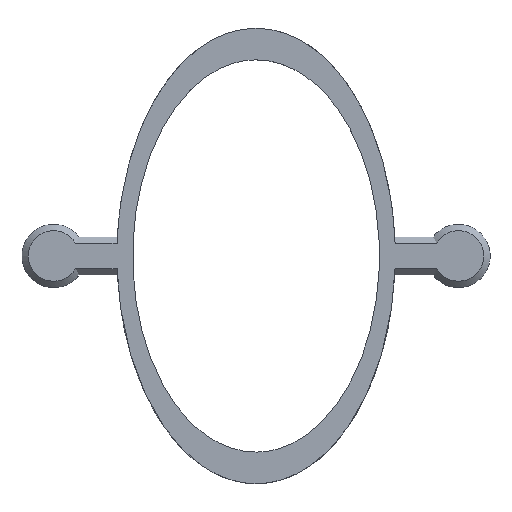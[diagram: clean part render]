
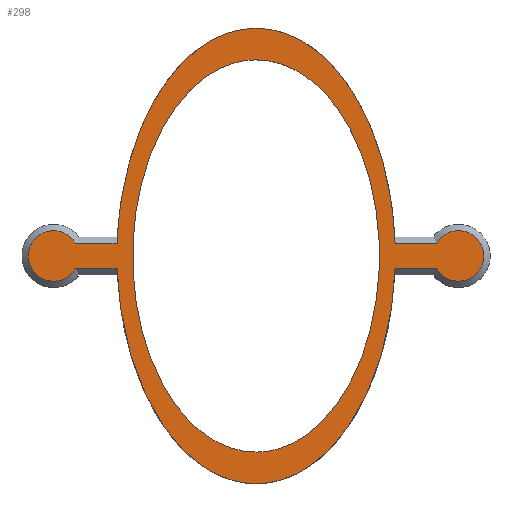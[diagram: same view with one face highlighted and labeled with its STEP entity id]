
A CAD part, top view. The second image highlights one B-rep face of the part: STEP entity #298.
In plain terms, the highlighted planar face has unit normal (0, 0, 1).
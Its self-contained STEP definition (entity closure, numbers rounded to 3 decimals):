
#35=CARTESIAN_POINT('',(50.,115.5,24.8));
#36=VERTEX_POINT('',#35);
#45=CARTESIAN_POINT('',(49.969,115.5,24.8));
#46=VERTEX_POINT('',#45);
#47=CARTESIAN_POINT('',(50.,100.,24.8));
#48=DIRECTION('',(0.,0.,-1.));
#49=DIRECTION('',(0.,-1.,0.));
#50=AXIS2_PLACEMENT_3D('',#47,#48,#49);
#51=ELLIPSE('',#50,15.5,9.375);
#52=EDGE_CURVE('',#46,#36,#51,.T.);
#87=CARTESIAN_POINT('',(60.987,99.,24.8));
#88=VERTEX_POINT('',#87);
#89=CARTESIAN_POINT('',(50.,82.,24.8));
#90=VERTEX_POINT('',#89);
#91=CARTESIAN_POINT('',(60.987,99.,24.8));
#92=CARTESIAN_POINT('',(60.979,98.833,24.8));
#93=CARTESIAN_POINT('',(60.97,98.667,24.8));
#94=CARTESIAN_POINT('',(60.962,98.5,24.8));
#95=CARTESIAN_POINT('',(60.527,90.,24.8));
#96=CARTESIAN_POINT('',(56.789,82.,24.8));
#97=CARTESIAN_POINT('',(50.,82.,24.8));
#98=(BOUNDED_CURVE()
B_SPLINE_CURVE(3,(#91,#92,#93,#94,#95,#96,#97),.UNSPECIFIED.,.F.,.F.)
B_SPLINE_CURVE_WITH_KNOTS((4,3,4),(-0.007,0.,0.245),.UNSPECIFIED.)
CURVE()
GEOMETRIC_REPRESENTATION_ITEM()
RATIONAL_B_SPLINE_CURVE((1.,1.,1.,1.,0.688,0.528,0.521))
REPRESENTATION_ITEM(''));
#99=EDGE_CURVE('',#88,#90,#98,.T.);
#169=CARTESIAN_POINT('',(0.,0.,24.8));
#170=DIRECTION('',(0.,0.,-1.));
#171=DIRECTION('',(1.,0.,0.));
#172=AXIS2_PLACEMENT_3D('',#169,#170,#171);
#173=PLANE('',#172);
#174=CARTESIAN_POINT('',(35.732,99.,24.8));
#175=VERTEX_POINT('',#174);
#176=CARTESIAN_POINT('',(39.013,99.,24.8));
#177=VERTEX_POINT('',#176);
#178=CARTESIAN_POINT('',(35.732,99.,24.8));
#179=DIRECTION('',(1.,0.,-0.));
#180=VECTOR('',#179,3.281);
#181=LINE('',#178,#180);
#182=EDGE_CURVE('',#175,#177,#181,.T.);
#183=ORIENTED_EDGE('',*,*,#182,.T.);
#184=CARTESIAN_POINT('',(39.013,99.,24.8));
#185=CARTESIAN_POINT('',(39.021,98.833,24.8));
#186=CARTESIAN_POINT('',(39.03,98.667,24.8));
#187=CARTESIAN_POINT('',(39.038,98.5,24.8));
#188=CARTESIAN_POINT('',(39.473,90.,24.8));
#189=CARTESIAN_POINT('',(43.211,82.,24.8));
#190=CARTESIAN_POINT('',(50.,82.,24.8));
#191=(BOUNDED_CURVE()
B_SPLINE_CURVE(3,(#184,#185,#186,#187,#188,#189,#190),.UNSPECIFIED.,.F.,.F.)
B_SPLINE_CURVE_WITH_KNOTS((4,3,4),(-0.007,0.,0.245),.UNSPECIFIED.)
CURVE()
GEOMETRIC_REPRESENTATION_ITEM()
RATIONAL_B_SPLINE_CURVE((1.,1.,1.,1.,0.688,0.528,0.521))
REPRESENTATION_ITEM(''));
#192=EDGE_CURVE('',#177,#90,#191,.T.);
#193=ORIENTED_EDGE('',*,*,#192,.T.);
#194=ORIENTED_EDGE('',*,*,#99,.F.);
#195=CARTESIAN_POINT('',(64.268,99.,24.8));
#196=VERTEX_POINT('',#195);
#197=CARTESIAN_POINT('',(60.987,99.,24.8));
#198=DIRECTION('',(1.,0.,-0.));
#199=VECTOR('',#198,3.281);
#200=LINE('',#197,#199);
#201=EDGE_CURVE('',#88,#196,#200,.T.);
#202=ORIENTED_EDGE('',*,*,#201,.T.);
#203=CARTESIAN_POINT('',(64.268,101.,24.8));
#204=VERTEX_POINT('',#203);
#205=CARTESIAN_POINT('',(66.,100.,24.8));
#206=DIRECTION('',(-0.,-0.,1.));
#207=DIRECTION('',(-1.,0.,0.));
#208=AXIS2_PLACEMENT_3D('',#205,#206,#207);
#209=CIRCLE('',#208,2.);
#210=EDGE_CURVE('',#196,#204,#209,.T.);
#211=ORIENTED_EDGE('',*,*,#210,.T.);
#212=CARTESIAN_POINT('',(60.987,101.,24.8));
#213=VERTEX_POINT('',#212);
#214=CARTESIAN_POINT('',(64.268,101.,24.8));
#215=DIRECTION('',(-1.,0.,0.));
#216=VECTOR('',#215,3.281);
#217=LINE('',#214,#216);
#218=EDGE_CURVE('',#204,#213,#217,.T.);
#219=ORIENTED_EDGE('',*,*,#218,.T.);
#220=CARTESIAN_POINT('',(50.,118.,24.8));
#221=VERTEX_POINT('',#220);
#222=CARTESIAN_POINT('',(50.,118.,24.8));
#223=CARTESIAN_POINT('',(56.789,118.,24.8));
#224=CARTESIAN_POINT('',(60.527,110.,24.8));
#225=CARTESIAN_POINT('',(60.962,101.5,24.8));
#226=CARTESIAN_POINT('',(60.97,101.333,24.8));
#227=CARTESIAN_POINT('',(60.979,101.167,24.8));
#228=CARTESIAN_POINT('',(60.987,101.,24.8));
#229=(BOUNDED_CURVE()
B_SPLINE_CURVE(3,(#222,#223,#224,#225,#226,#227,#228),.UNSPECIFIED.,.F.,.F.)
B_SPLINE_CURVE_WITH_KNOTS((4,3,4),(0.755,1.,1.007),.UNSPECIFIED.)
CURVE()
GEOMETRIC_REPRESENTATION_ITEM()
RATIONAL_B_SPLINE_CURVE((0.521,0.528,0.688,1.,1.,1.,1.))
REPRESENTATION_ITEM(''));
#230=EDGE_CURVE('',#221,#213,#229,.T.);
#231=ORIENTED_EDGE('',*,*,#230,.F.);
#232=CARTESIAN_POINT('',(39.013,101.,24.8));
#233=VERTEX_POINT('',#232);
#234=CARTESIAN_POINT('',(50.,118.,24.8));
#235=CARTESIAN_POINT('',(43.211,118.,24.8));
#236=CARTESIAN_POINT('',(39.473,110.,24.8));
#237=CARTESIAN_POINT('',(39.038,101.5,24.8));
#238=CARTESIAN_POINT('',(39.03,101.333,24.8));
#239=CARTESIAN_POINT('',(39.021,101.167,24.8));
#240=CARTESIAN_POINT('',(39.013,101.,24.8));
#241=(BOUNDED_CURVE()
B_SPLINE_CURVE(3,(#234,#235,#236,#237,#238,#239,#240),.UNSPECIFIED.,.F.,.F.)
B_SPLINE_CURVE_WITH_KNOTS((4,3,4),(0.755,1.,1.007),.UNSPECIFIED.)
CURVE()
GEOMETRIC_REPRESENTATION_ITEM()
RATIONAL_B_SPLINE_CURVE((0.521,0.528,0.688,1.,1.,1.,1.))
REPRESENTATION_ITEM(''));
#242=EDGE_CURVE('',#221,#233,#241,.T.);
#243=ORIENTED_EDGE('',*,*,#242,.T.);
#244=CARTESIAN_POINT('',(35.732,101.,24.8));
#245=VERTEX_POINT('',#244);
#246=CARTESIAN_POINT('',(39.013,101.,24.8));
#247=DIRECTION('',(-1.,0.,0.));
#248=VECTOR('',#247,3.281);
#249=LINE('',#246,#248);
#250=EDGE_CURVE('',#233,#245,#249,.T.);
#251=ORIENTED_EDGE('',*,*,#250,.T.);
#252=CARTESIAN_POINT('',(32.,100.,24.8));
#253=VERTEX_POINT('',#252);
#254=CARTESIAN_POINT('',(34.,100.,24.8));
#255=DIRECTION('',(-0.,-0.,1.));
#256=DIRECTION('',(-1.,0.,0.));
#257=AXIS2_PLACEMENT_3D('',#254,#255,#256);
#258=CIRCLE('',#257,2.);
#259=EDGE_CURVE('',#245,#253,#258,.T.);
#260=ORIENTED_EDGE('',*,*,#259,.T.);
#261=CARTESIAN_POINT('',(34.,100.,24.8));
#262=DIRECTION('',(-0.,-0.,1.));
#263=DIRECTION('',(-1.,0.,0.));
#264=AXIS2_PLACEMENT_3D('',#261,#262,#263);
#265=CIRCLE('',#264,2.);
#266=EDGE_CURVE('',#253,#175,#265,.T.);
#267=ORIENTED_EDGE('',*,*,#266,.T.);
#268=EDGE_LOOP('',(#183,#193,#194,#202,#211,#219,#231,#243,#251,#260,#267));
#269=FACE_BOUND('',#268,.T.);
#270=ORIENTED_EDGE('',*,*,#52,.T.);
#271=CARTESIAN_POINT('',(50.031,84.5,24.8));
#272=VERTEX_POINT('',#271);
#273=CARTESIAN_POINT('',(50.,100.,24.8));
#274=DIRECTION('',(0.,0.,-1.));
#275=DIRECTION('',(0.,-1.,0.));
#276=AXIS2_PLACEMENT_3D('',#273,#274,#275);
#277=ELLIPSE('',#276,15.5,9.75);
#278=EDGE_CURVE('',#36,#272,#277,.T.);
#279=ORIENTED_EDGE('',*,*,#278,.T.);
#280=CARTESIAN_POINT('',(50.,84.5,24.8));
#281=VERTEX_POINT('',#280);
#282=CARTESIAN_POINT('',(50.,100.,24.8));
#283=DIRECTION('',(0.,0.,-1.));
#284=DIRECTION('',(0.,-1.,0.));
#285=AXIS2_PLACEMENT_3D('',#282,#283,#284);
#286=ELLIPSE('',#285,15.5,9.375);
#287=EDGE_CURVE('',#272,#281,#286,.T.);
#288=ORIENTED_EDGE('',*,*,#287,.T.);
#289=CARTESIAN_POINT('',(50.,100.,24.8));
#290=DIRECTION('',(0.,0.,-1.));
#291=DIRECTION('',(0.,-1.,0.));
#292=AXIS2_PLACEMENT_3D('',#289,#290,#291);
#293=ELLIPSE('',#292,15.5,9.75);
#294=EDGE_CURVE('',#281,#46,#293,.T.);
#295=ORIENTED_EDGE('',*,*,#294,.T.);
#296=EDGE_LOOP('',(#270,#279,#288,#295));
#297=FACE_BOUND('',#296,.T.);
#298=ADVANCED_FACE('',(#269,#297),#173,.F.);
